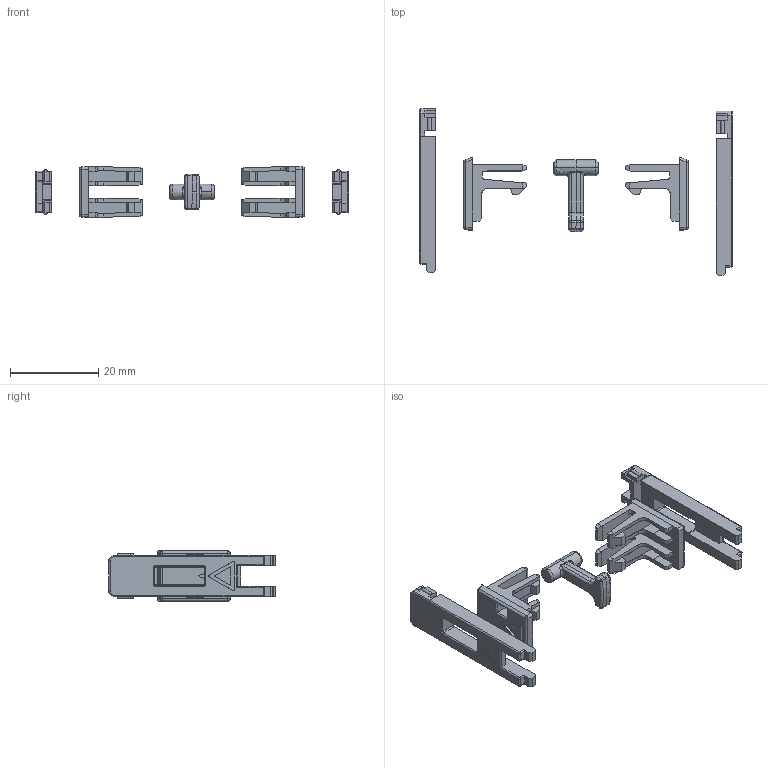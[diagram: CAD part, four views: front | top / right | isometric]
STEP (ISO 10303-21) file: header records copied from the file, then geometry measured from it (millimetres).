
FILE_DESCRIPTION (( 'STEP AP203' ), '1' );
FILE_NAME ('IM2.STEP', '2020-08-25T11:27:31', ( '' ), ( '' ), 'SwSTEP 2.0', 'SolidWorks 2019', '' );
FILE_SCHEMA (( 'CONFIG_CONTROL_DESIGN' ));
Length unit declared in the file: inch
Products named in the file (4): IM2_1; IM2; IM2_3; IM2_2
Assembly tree (5 placements, depth 2):
  IM2
    IM2_1  x2
    IM2_2  x2
    IM2_3
Bounding box: 70.7 x 37.72 x 11.4 mm (x, y, z)
Volume: 3093.7 mm3; surface area: 4992.5 mm2
Topology: 5 solids, 5 shells, 570 faces, 1496 edges, 914 vertices
Faces by surface type: plane 340, cylinder 142, bspline 66, cone 12, sphere 10
Entity records: 13377 total; most frequent: CARTESIAN_POINT 5833, ORIENTED_EDGE 1626, DIRECTION 1242, EDGE_CURVE 813, LINE 514, VECTOR 514, VERTEX_POINT 497, AXIS2_PLACEMENT_3D 364
